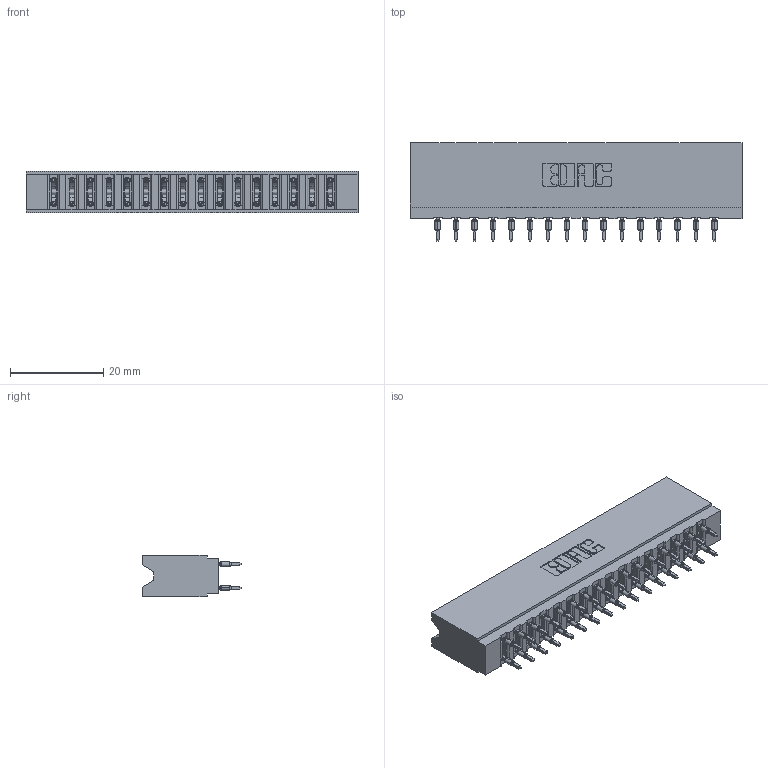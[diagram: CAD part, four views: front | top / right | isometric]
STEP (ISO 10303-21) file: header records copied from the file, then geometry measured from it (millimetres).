
FILE_DESCRIPTION (( 'STEP AP203' ), '1' );
FILE_NAME ('737-032-520-206.STEP', '2026-03-05T22:20:47', ( '' ), ( '' ), 'SwSTEP 2.0', 'SolidWorks 2023', '' );
FILE_SCHEMA (( 'CONFIG_CONTROL_DESIGN' ));
Length unit declared in the file: millimetre
Products named in the file (3): 737 Part_Insulator Option - 06; 737-032-520-206; 745-292-001_520
Assembly tree (33 placements, depth 2):
  737-032-520-206
    737 Part_Insulator Option - 06
    745-292-001_520  x32
Bounding box: 71.27 x 21.22 x 8.89 mm (x, y, z)
Volume: 7101.7 mm3; surface area: 9946.2 mm2
Topology: 33 solids, 33 shells, 2975 faces, 8001 edges, 5034 vertices
Faces by surface type: plane 1543, bspline 640, cylinder 600, torus 192
Entity records: 31001 total; most frequent: CARTESIAN_POINT 5892, ORIENTED_EDGE 5276, DIRECTION 4628, EDGE_CURVE 2638, LINE 2360, VECTOR 2360, VERTEX_POINT 1686, AXIS2_PLACEMENT_3D 1134
